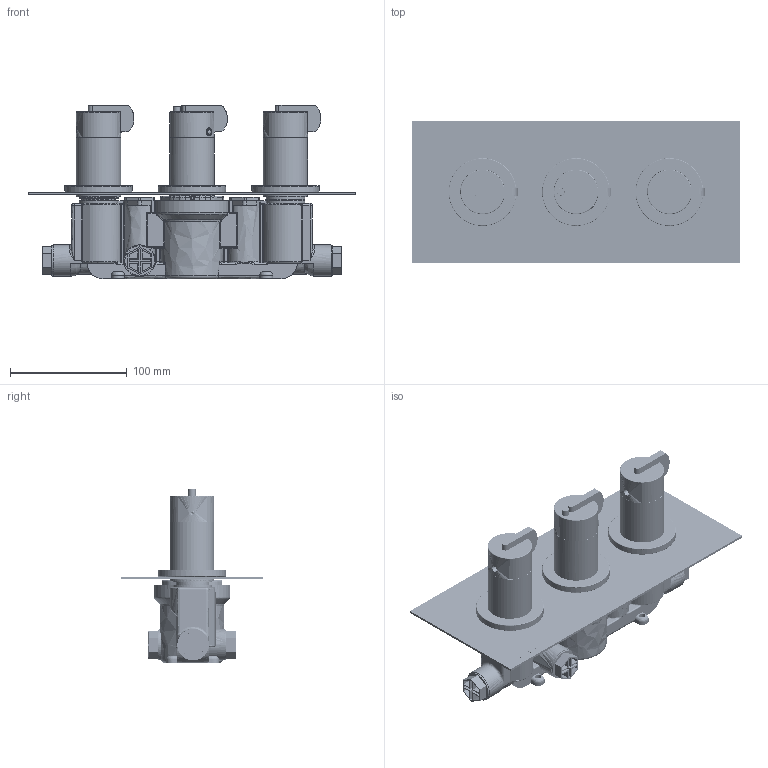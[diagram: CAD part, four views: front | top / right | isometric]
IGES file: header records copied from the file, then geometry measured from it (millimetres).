
Global section: file name: V102-T; native system: Autodesk Inventor 2018; preprocessor: unknown; author: adaniels; date: 20180123.123924; units: millimetre
Bounding box: 280 x 122 x 148.6 mm (x, y, z)
Volume: 609334 mm3; surface area: 359326.4 mm2
Topology: 68 solids, 73 shells, 2800 faces, 7403 edges, 4896 vertices
Faces by surface type: bspline 2800
